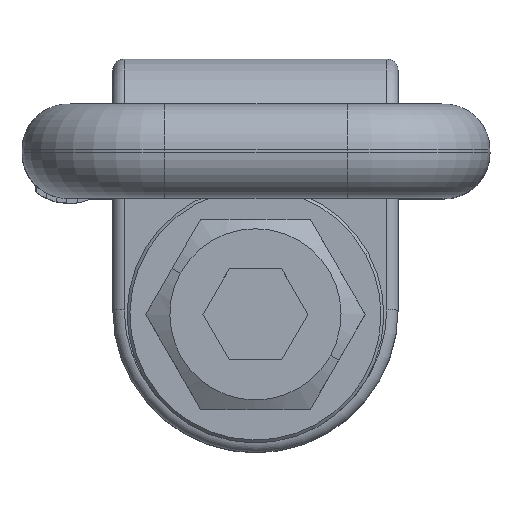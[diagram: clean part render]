
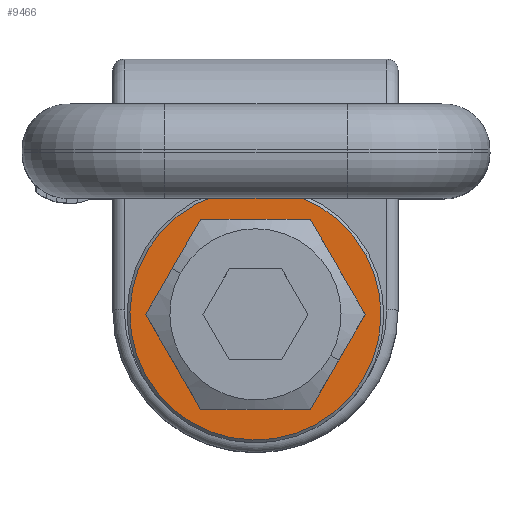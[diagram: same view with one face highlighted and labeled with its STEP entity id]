
A CAD part, top view. The second image highlights one B-rep face of the part: STEP entity #9466.
In plain terms, the highlighted planar face has unit normal (0, 0, 1).
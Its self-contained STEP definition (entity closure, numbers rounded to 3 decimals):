
#9388=CARTESIAN_POINT('Vertex',(-10.547,19.307,0.)) ;
#9391=CARTESIAN_POINT('Axis2P3D Location',(0.,0.,0.)) ;
#9395=CARTESIAN_POINT('Vertex',(10.547,-19.307,0.)) ;
#9422=CARTESIAN_POINT('Axis2P3D Location',(0.,0.,0.)) ;
#9439=CARTESIAN_POINT('Axis2P3D Location',(0.,22.,0.)) ;
#9448=CARTESIAN_POINT('Axis2P3D Location',(0.,0.,0.)) ;
#9452=CARTESIAN_POINT('Vertex',(-11.15,0.,0.)) ;
#9454=CARTESIAN_POINT('Vertex',(11.15,0.,0.)) ;
#9457=CARTESIAN_POINT('Axis2P3D Location',(0.,0.,0.)) ;
#9392=DIRECTION('Axis2P3D Direction',(0.,-0.,-1.)) ;
#9423=DIRECTION('Axis2P3D Direction',(0.,-0.,-1.)) ;
#9440=DIRECTION('Axis2P3D Direction',(0.,0.,1.)) ;
#9441=DIRECTION('Axis2P3D XDirection',(1.,0.,0.)) ;
#9449=DIRECTION('Axis2P3D Direction',(0.,0.,1.)) ;
#9458=DIRECTION('Axis2P3D Direction',(0.,0.,1.)) ;
#9393=AXIS2_PLACEMENT_3D('Circle Axis2P3D',#9391,#9392,$) ;
#9424=AXIS2_PLACEMENT_3D('Circle Axis2P3D',#9422,#9423,$) ;
#9442=AXIS2_PLACEMENT_3D('Plane Axis2P3D',#9439,#9440,#9441) ;
#9450=AXIS2_PLACEMENT_3D('Circle Axis2P3D',#9448,#9449,$) ;
#9459=AXIS2_PLACEMENT_3D('Circle Axis2P3D',#9457,#9458,$) ;
#9445=ORIENTED_EDGE('',*,*,#9397,.T.) ;
#9446=ORIENTED_EDGE('',*,*,#9426,.T.) ;
#9463=ORIENTED_EDGE('',*,*,#9456,.F.) ;
#9464=ORIENTED_EDGE('',*,*,#9461,.F.) ;
#9465=FACE_BOUND('',#9462,.T.) ;
#9466=ADVANCED_FACE('\X2\51434EF6672C9AD4\X0\',(#9447,#9465),#9443,.T.) ;
#9394=CIRCLE('generated circle',#9393,22.) ;
#9425=CIRCLE('generated circle',#9424,22.) ;
#9451=CIRCLE('generated circle',#9450,11.15) ;
#9460=CIRCLE('generated circle',#9459,11.15) ;
#9397=EDGE_CURVE('',#9396,#9389,#9394,.F.) ;
#9426=EDGE_CURVE('',#9389,#9396,#9425,.F.) ;
#9456=EDGE_CURVE('',#9453,#9455,#9451,.T.) ;
#9461=EDGE_CURVE('',#9455,#9453,#9460,.T.) ;
#9444=EDGE_LOOP('',(#9445,#9446)) ;
#9462=EDGE_LOOP('',(#9463,#9464)) ;
#9447=FACE_OUTER_BOUND('',#9444,.T.) ;
#9443=PLANE('',#9442) ;
#9389=VERTEX_POINT('',#9388) ;
#9396=VERTEX_POINT('',#9395) ;
#9453=VERTEX_POINT('',#9452) ;
#9455=VERTEX_POINT('',#9454) ;
